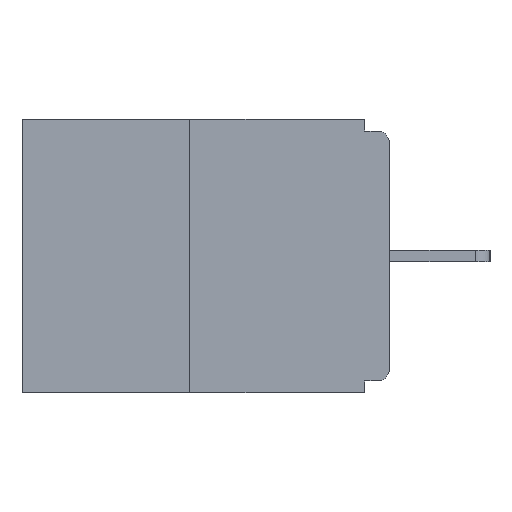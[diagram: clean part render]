
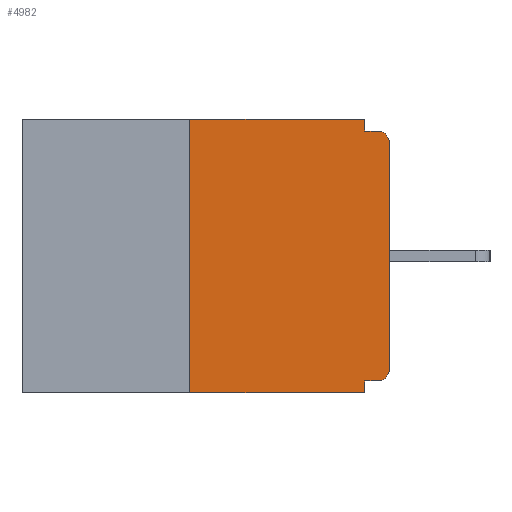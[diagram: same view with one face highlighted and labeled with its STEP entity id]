
A CAD part, left-side view. The second image highlights one B-rep face of the part: STEP entity #4982.
In plain terms, the highlighted planar face has unit normal (-1, 0, 0).
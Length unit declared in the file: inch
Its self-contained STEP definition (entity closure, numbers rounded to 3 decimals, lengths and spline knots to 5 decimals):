
#79 = CARTESIAN_POINT ( 'NONE',  ( 0., 0.031, 0. ) ) ;
#237 = LINE ( 'NONE', #8320, #4519 ) ;
#498 = EDGE_CURVE ( 'NONE', #10293, #6490, #5384, .T. ) ;
#523 = PLANE ( 'NONE',  #2270 ) ;
#627 = CARTESIAN_POINT ( 'NONE',  ( 0., 0.25, 0. ) ) ;
#708 = CARTESIAN_POINT ( 'NONE',  ( 0., 0., -0.328 ) ) ;
#867 = VECTOR ( 'NONE', #9152, 39.37008 ) ;
#1184 = VECTOR ( 'NONE', #3012, 39.37008 ) ;
#1304 = ORIENTED_EDGE ( 'NONE', *, *, #1314, .F. ) ;
#1309 = CARTESIAN_POINT ( 'NONE',  ( 0., 0.015, -0.313 ) ) ;
#1314 = EDGE_CURVE ( 'NONE', #6490, #8864, #1391, .T. ) ;
#1391 = LINE ( 'NONE', #1453, #6537 ) ;
#1453 = CARTESIAN_POINT ( 'NONE',  ( 0., 0.031, 0. ) ) ;
#1457 = CARTESIAN_POINT ( 'NONE',  ( 0., 0.46, 0. ) ) ;
#1693 = LINE ( 'NONE', #5914, #10673 ) ;
#1823 = DIRECTION ( 'NONE',  ( 0., 0., 1. ) ) ;
#1936 = EDGE_LOOP ( 'NONE', ( #4123, #12709, #3265, #12020, #5950, #6979, #5419, #5170, #2486, #1304 ) ) ;
#2139 = VERTEX_POINT ( 'NONE', #7995 ) ;
#2270 = AXIS2_PLACEMENT_3D ( 'NONE', #1457, #12417, #2456 ) ;
#2456 = DIRECTION ( 'NONE',  ( 0., 0., -1. ) ) ;
#2486 = ORIENTED_EDGE ( 'NONE', *, *, #5920, .F. ) ;
#2550 = CARTESIAN_POINT ( 'NONE',  ( 0., 0., -0.03 ) ) ;
#2771 = EDGE_CURVE ( 'NONE', #5902, #11816, #12586, .T. ) ;
#2859 = EDGE_CURVE ( 'NONE', #5257, #8212, #7765, .T. ) ;
#3012 = DIRECTION ( 'NONE',  ( 0., 0., 1. ) ) ;
#3265 = ORIENTED_EDGE ( 'NONE', *, *, #9140, .T. ) ;
#3538 = CARTESIAN_POINT ( 'NONE',  ( 0., 0.015, -0.015 ) ) ;
#3770 = DIRECTION ( 'NONE',  ( -1., 0., 0. ) ) ;
#3846 = VECTOR ( 'NONE', #12929, 39.37008 ) ;
#3901 = CARTESIAN_POINT ( 'NONE',  ( 0., 0.25, -0.343 ) ) ;
#4123 = ORIENTED_EDGE ( 'NONE', *, *, #498, .F. ) ;
#4519 = VECTOR ( 'NONE', #12320, 39.37008 ) ;
#4615 = LINE ( 'NONE', #708, #3846 ) ;
#4946 = CARTESIAN_POINT ( 'NONE',  ( 0., 0., -0.313 ) ) ;
#4982 = ADVANCED_FACE ( 'NONE', ( #11435 ), #523, .F. ) ;
#5148 = DIRECTION ( 'NONE',  ( 0., 0., -1. ) ) ;
#5170 = ORIENTED_EDGE ( 'NONE', *, *, #2771, .T. ) ;
#5257 = VERTEX_POINT ( 'NONE', #6142 ) ;
#5384 = LINE ( 'NONE', #9412, #867 ) ;
#5419 = ORIENTED_EDGE ( 'NONE', *, *, #10297, .T. ) ;
#5902 = VERTEX_POINT ( 'NONE', #2550 ) ;
#5914 = CARTESIAN_POINT ( 'NONE',  ( 0., 0., 0. ) ) ;
#5920 = EDGE_CURVE ( 'NONE', #8864, #11816, #237, .T. ) ;
#5941 = CARTESIAN_POINT ( 'NONE',  ( 0., 0.015, -0.03 ) ) ;
#5950 = ORIENTED_EDGE ( 'NONE', *, *, #12329, .F. ) ;
#6009 = DIRECTION ( 'NONE',  ( 0., 0., -1. ) ) ;
#6078 = DIRECTION ( 'NONE',  ( -1., 0., 0. ) ) ;
#6142 = CARTESIAN_POINT ( 'NONE',  ( 0., 0.015, -0.328 ) ) ;
#6490 = VERTEX_POINT ( 'NONE', #79 ) ;
#6537 = VECTOR ( 'NONE', #12411, 39.37008 ) ;
#6644 = CARTESIAN_POINT ( 'NONE',  ( 0., 0.031, -0.328 ) ) ;
#6979 = ORIENTED_EDGE ( 'NONE', *, *, #2859, .T. ) ;
#7021 = LINE ( 'NONE', #12078, #8681 ) ;
#7690 = VERTEX_POINT ( 'NONE', #6644 ) ;
#7765 = CIRCLE ( 'NONE', #10702, 0.015 ) ;
#7995 = CARTESIAN_POINT ( 'NONE',  ( 0., 0.031, -0.343 ) ) ;
#8079 = DIRECTION ( 'NONE',  ( 0., 0., -1. ) ) ;
#8183 = AXIS2_PLACEMENT_3D ( 'NONE', #5941, #3770, #6009 ) ;
#8212 = VERTEX_POINT ( 'NONE', #4946 ) ;
#8232 = VERTEX_POINT ( 'NONE', #3901 ) ;
#8320 = CARTESIAN_POINT ( 'NONE',  ( 0., 0., -0.015 ) ) ;
#8681 = VECTOR ( 'NONE', #8079, 39.37008 ) ;
#8791 = EDGE_CURVE ( 'NONE', #8232, #10293, #11201, .T. ) ;
#8864 = VERTEX_POINT ( 'NONE', #10608 ) ;
#9140 = EDGE_CURVE ( 'NONE', #8232, #2139, #10189, .T. ) ;
#9142 = CARTESIAN_POINT ( 'NONE',  ( 0., 0.46, -0.343 ) ) ;
#9152 = DIRECTION ( 'NONE',  ( 0., -1., 0. ) ) ;
#9405 = VECTOR ( 'NONE', #11182, 39.37008 ) ;
#9412 = CARTESIAN_POINT ( 'NONE',  ( 0., 0.46, 0. ) ) ;
#10189 = LINE ( 'NONE', #9142, #9405 ) ;
#10293 = VERTEX_POINT ( 'NONE', #627 ) ;
#10297 = EDGE_CURVE ( 'NONE', #8212, #5902, #1693, .T. ) ;
#10608 = CARTESIAN_POINT ( 'NONE',  ( 0., 0.031, -0.015 ) ) ;
#10673 = VECTOR ( 'NONE', #1823, 39.37008 ) ;
#10702 = AXIS2_PLACEMENT_3D ( 'NONE', #1309, #6078, #5148 ) ;
#11182 = DIRECTION ( 'NONE',  ( 0., -1., 0. ) ) ;
#11201 = LINE ( 'NONE', #11995, #1184 ) ;
#11274 = EDGE_CURVE ( 'NONE', #7690, #2139, #7021, .T. ) ;
#11435 = FACE_OUTER_BOUND ( 'NONE', #1936, .T. ) ;
#11816 = VERTEX_POINT ( 'NONE', #3538 ) ;
#11995 = CARTESIAN_POINT ( 'NONE',  ( 0., 0.25, 0. ) ) ;
#12020 = ORIENTED_EDGE ( 'NONE', *, *, #11274, .F. ) ;
#12078 = CARTESIAN_POINT ( 'NONE',  ( 0., 0.031, -0.343 ) ) ;
#12320 = DIRECTION ( 'NONE',  ( 0., -1., 0. ) ) ;
#12329 = EDGE_CURVE ( 'NONE', #5257, #7690, #4615, .T. ) ;
#12411 = DIRECTION ( 'NONE',  ( 0., 0., -1. ) ) ;
#12417 = DIRECTION ( 'NONE',  ( 1., 0., 0. ) ) ;
#12586 = CIRCLE ( 'NONE', #8183, 0.015 ) ;
#12709 = ORIENTED_EDGE ( 'NONE', *, *, #8791, .F. ) ;
#12929 = DIRECTION ( 'NONE',  ( 0., 1., 0. ) ) ;
